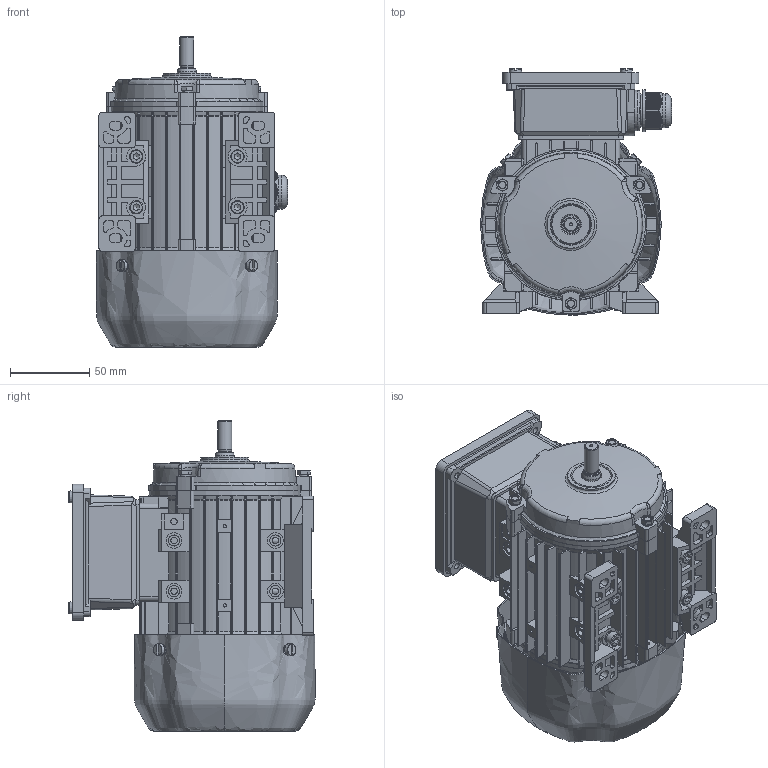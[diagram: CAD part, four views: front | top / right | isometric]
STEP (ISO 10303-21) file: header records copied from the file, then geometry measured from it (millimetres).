
FILE_DESCRIPTION(/* description */ (''),/* implementation_level */ '2;1');
FILE_NAME(/* name */ 'JL-56-B3.stp',/* time_stamp */ '2016-09-01T10:32:52+08:00',/* author */ (''),/* organization */ (''),/* preprocessor_version */ 'ST-DEVELOPER v16',/* originating_system */ 'SIEMENS PLM Software NX 10.0',/* authorisation */ '');
FILE_SCHEMA (('AUTOMOTIVE_DESIGN { 1 0 10303 214 3 1 1 1 }'));
Length unit declared in the file: millimetre
Products named in the file (1): pc05908BCBsttj
Bounding box: 120.68 x 155.5 x 195.8 mm (x, y, z)
Volume: 400978 mm3; surface area: 337632.5 mm2
Topology: 50 solids, 50 shells, 3242 faces, 8876 edges, 5859 vertices
Faces by surface type: plane 1825, cylinder 1075, torus 166, cone 141, bspline 29, sphere 6
Full cylindrical faces by diameter (mm): 2 x1, 3 x4, 3.545 x14, 4 x18, 4.132 x5, 4.134 x5, 4.9 x6, 5 x4, 6 x4, 7.5 x4, 8.4 x1, 8.5 x4, 9 x1, 9.5 x4, 10.6 x1, 11.2 x1, 11.4 x2, 12 x5, 13.75 x1, 14 x1, 16.25 x3, 18.75 x10, 19.375 x6, 20 x18, 20.625 x6, 21.25 x6, 21.562 x1, 25 x3, 25.6 x1, 26.562 x1
Entity records: 164174 total; most frequent: CARTESIAN_POINT 84031, ORIENTED_EDGE 16842, DIRECTION 15949, EDGE_CURVE 8421, VERTEX_POINT 5680, AXIS2_PLACEMENT_3D 5647, LINE 4655, VECTOR 4655
